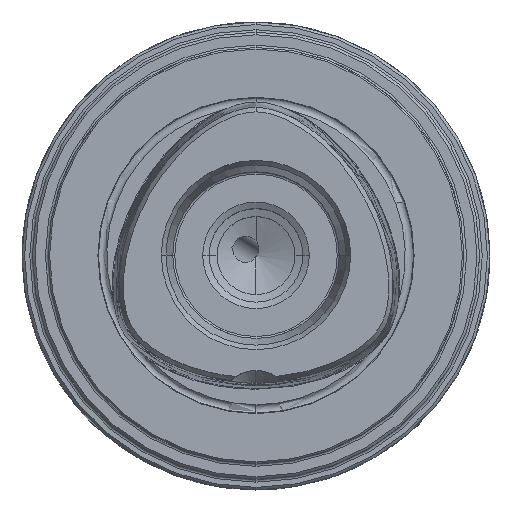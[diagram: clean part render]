
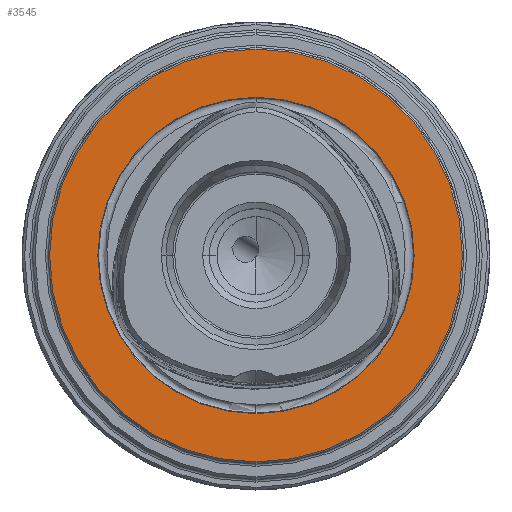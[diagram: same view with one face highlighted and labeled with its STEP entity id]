
A CAD part, top view. The second image highlights one B-rep face of the part: STEP entity #3545.
In plain terms, the highlighted planar face has unit normal (0, 0, 1).
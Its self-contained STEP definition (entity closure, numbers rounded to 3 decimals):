
#1335=VERTEX_POINT('NONE',#3724);
#1437=EDGE_CURVE('NONE',#2459,#1335,#3836,.T.);
#1889=EDGE_CURVE('NONE',#2369,#2433,#4341,.T.);
#2369=VERTEX_POINT('NONE',#4877);
#2433=VERTEX_POINT('NONE',#4950);
#2459=VERTEX_POINT('NONE',#4979);
#3341=EDGE_CURVE('NONE',#1335,#2459,#5958,.F.);
#3467=EDGE_CURVE('NONE',#2433,#2369,#6098,.T.);
#3545=ADVANCED_FACE('NONE',(#6187,#6188),#6189,.T.);
#3724=CARTESIAN_POINT('',(0.,-30.414,0.));
#3836=CIRCLE('',#6935,30.414);
#4341=CIRCLE('',#8324,39.7);
#4877=CARTESIAN_POINT('',(0.,-39.7,0.));
#4950=CARTESIAN_POINT('',(0.,39.7,0.));
#4979=CARTESIAN_POINT('',(0.,30.414,0.));
#5958=CIRCLE('',#14657,30.414);
#6098=CIRCLE('',#14897,39.7);
#6187=FACE_OUTER_BOUND('',#16558,.T.);
#6188=FACE_BOUND('',#16559,.T.);
#6189=PLANE('',#16560);
#6935=AXIS2_PLACEMENT_3D('',#16879,#16880,#16881);
#8324=AXIS2_PLACEMENT_3D('',#17475,#17476,#17477);
#14657=AXIS2_PLACEMENT_3D('',#19357,#19358,#19359);
#14897=AXIS2_PLACEMENT_3D('',#19512,#19513,#19514);
#16558=EDGE_LOOP('',(#19635,#19636));
#16559=EDGE_LOOP('',(#19637,#19638));
#16560=AXIS2_PLACEMENT_3D('',#19639,#19640,#19641);
#16879=CARTESIAN_POINT('',(0.,0.,0.));
#16880=DIRECTION('',(0.,0.,1.0));
#16881=DIRECTION('',(0.,1.0,0.));
#17475=CARTESIAN_POINT('',(0.,0.,0.));
#17476=DIRECTION('',(0.,0.,-1.0));
#17477=DIRECTION('',(0.,-1.0,0.));
#19357=CARTESIAN_POINT('',(0.,0.,0.));
#19358=DIRECTION('',(0.,0.,-1.0));
#19359=DIRECTION('',(0.,1.0,0.));
#19512=CARTESIAN_POINT('',(0.,0.,0.));
#19513=DIRECTION('',(0.,0.,-1.0));
#19514=DIRECTION('',(0.,-1.0,0.));
#19635=ORIENTED_EDGE('',*,*,#1889,.F.);
#19636=ORIENTED_EDGE('',*,*,#3467,.F.);
#19637=ORIENTED_EDGE('',*,*,#1437,.F.);
#19638=ORIENTED_EDGE('',*,*,#3341,.F.);
#19639=CARTESIAN_POINT('',(-42.0,0.,0.));
#19640=DIRECTION('',(0.,0.,1.0));
#19641=DIRECTION('',(-1.0,0.0,0.));
